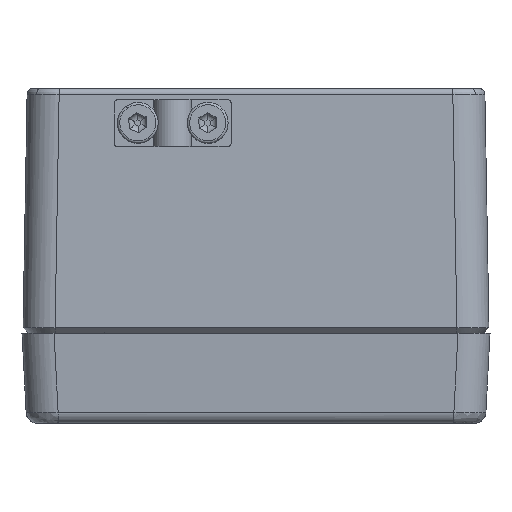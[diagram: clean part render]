
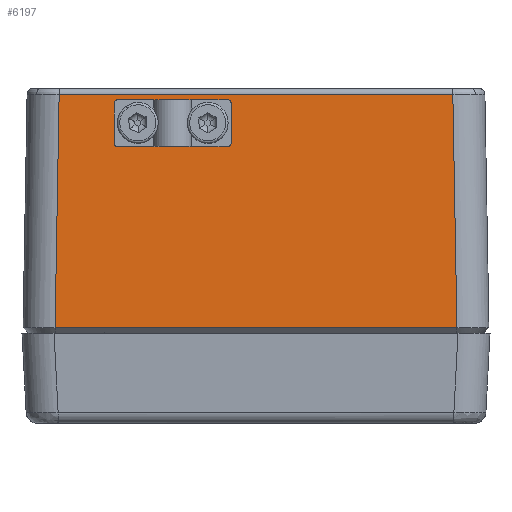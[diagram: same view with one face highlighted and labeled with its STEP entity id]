
A CAD part, left-side view. The second image highlights one B-rep face of the part: STEP entity #6197.
In plain terms, the highlighted planar face has unit normal (-1, 0, 0.018).
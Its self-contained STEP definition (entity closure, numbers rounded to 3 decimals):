
#43 = VERTEX_POINT('',#44);
#44 = CARTESIAN_POINT('',(-86.836,20.284,
    38.018));
#50 = EDGE_CURVE('',#51,#43,#53,.T.);
#51 = VERTEX_POINT('',#52);
#52 = CARTESIAN_POINT('',(-86.906,20.284,34.018
    ));
#53 = CIRCLE('',#54,2.);
#54 = AXIS2_PLACEMENT_3D('',#55,#56,#57);
#55 = CARTESIAN_POINT('',(-86.871,20.284,
    36.018));
#56 = DIRECTION('',(-1.,0.,
    0.017));
#57 = DIRECTION('',(0.017,0.,
    1.));
#85 = VERTEX_POINT('',#86);
#86 = CARTESIAN_POINT('',(-86.836,8.284,38.018
    ));
#92 = EDGE_CURVE('',#93,#85,#95,.T.);
#93 = VERTEX_POINT('',#94);
#94 = CARTESIAN_POINT('',(-86.906,8.284,34.018)
  );
#95 = CIRCLE('',#96,2.);
#96 = AXIS2_PLACEMENT_3D('',#97,#98,#99);
#97 = CARTESIAN_POINT('',(-86.871,8.284,36.018
    ));
#98 = DIRECTION('',(-1.,0.,
    0.017));
#99 = DIRECTION('',(0.017,0.,
    1.));
#995 = VERTEX_POINT('',#996);
#996 = CARTESIAN_POINT('',(-86.784,33.785,
    41.017));
#6197 = ADVANCED_FACE('',(#6198,#6208,#6218),#6250,.T.);
#6198 = FACE_BOUND('',#6199,.T.);
#6199 = EDGE_LOOP('',(#6200,#6207));
#6200 = ORIENTED_EDGE('',*,*,#6201,.F.);
#6201 = EDGE_CURVE('',#43,#51,#6202,.T.);
#6202 = CIRCLE('',#6203,2.);
#6203 = AXIS2_PLACEMENT_3D('',#6204,#6205,#6206);
#6204 = CARTESIAN_POINT('',(-86.871,20.284,
    36.018));
#6205 = DIRECTION('',(-1.,0.,
    0.017));
#6206 = DIRECTION('',(0.017,0.,
    1.));
#6207 = ORIENTED_EDGE('',*,*,#50,.F.);
#6208 = FACE_BOUND('',#6209,.T.);
#6209 = EDGE_LOOP('',(#6210,#6217));
#6210 = ORIENTED_EDGE('',*,*,#6211,.F.);
#6211 = EDGE_CURVE('',#85,#93,#6212,.T.);
#6212 = CIRCLE('',#6213,2.);
#6213 = AXIS2_PLACEMENT_3D('',#6214,#6215,#6216);
#6214 = CARTESIAN_POINT('',(-86.871,8.284,
    36.018));
#6215 = DIRECTION('',(-1.,0.,
    0.017));
#6216 = DIRECTION('',(0.017,0.,
    1.));
#6217 = ORIENTED_EDGE('',*,*,#92,.F.);
#6218 = FACE_BOUND('',#6219,.T.);
#6219 = EDGE_LOOP('',(#6220,#6230,#6236,#6244));
#6220 = ORIENTED_EDGE('',*,*,#6221,.F.);
#6221 = EDGE_CURVE('',#6222,#6224,#6226,.T.);
#6222 = VERTEX_POINT('',#6223);
#6223 = CARTESIAN_POINT('',(-86.784,-33.785,
    41.017));
#6224 = VERTEX_POINT('',#6225);
#6225 = CARTESIAN_POINT('',(-87.483,-34.484,
    0.983));
#6226 = LINE('',#6227,#6228);
#6227 = CARTESIAN_POINT('',(-87.502,-34.503,
    -0.096));
#6228 = VECTOR('',#6229,1.);
#6229 = DIRECTION('',(-0.017,-0.017,
    -1.));
#6230 = ORIENTED_EDGE('',*,*,#6231,.F.);
#6231 = EDGE_CURVE('',#995,#6222,#6232,.T.);
#6232 = LINE('',#6233,#6234);
#6233 = CARTESIAN_POINT('',(-86.784,-33.768,
    41.017));
#6234 = VECTOR('',#6235,1.);
#6235 = DIRECTION('',(0.,-1.,0.));
#6236 = ORIENTED_EDGE('',*,*,#6237,.F.);
#6237 = EDGE_CURVE('',#6238,#995,#6240,.T.);
#6238 = VERTEX_POINT('',#6239);
#6239 = CARTESIAN_POINT('',(-87.483,34.484,
    0.983));
#6240 = LINE('',#6241,#6242);
#6241 = CARTESIAN_POINT('',(-87.477,34.478,
    1.3));
#6242 = VECTOR('',#6243,1.);
#6243 = DIRECTION('',(0.017,-0.017,
    1.));
#6244 = ORIENTED_EDGE('',*,*,#6245,.F.);
#6245 = EDGE_CURVE('',#6224,#6238,#6246,.T.);
#6246 = LINE('',#6247,#6248);
#6247 = CARTESIAN_POINT('',(-87.483,-40.,0.983));
#6248 = VECTOR('',#6249,1.);
#6249 = DIRECTION('',(0.,1.,0.));
#6250 = PLANE('',#6251);
#6251 = AXIS2_PLACEMENT_3D('',#6252,#6253,#6254);
#6252 = CARTESIAN_POINT('',(-87.5,-40.,0.));
#6253 = DIRECTION('',(-1.,0.,
    0.017));
#6254 = DIRECTION('',(0.017,0.,1.));
